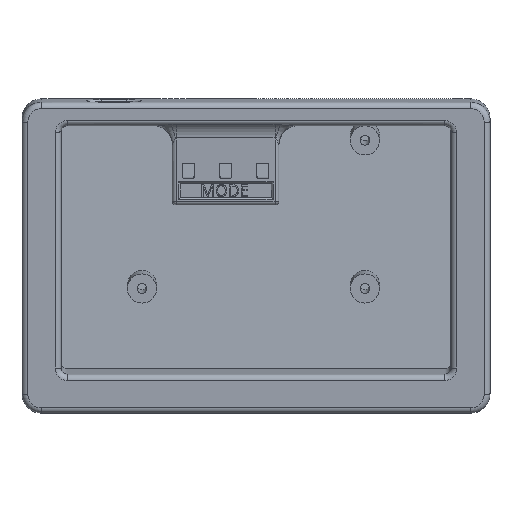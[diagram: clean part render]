
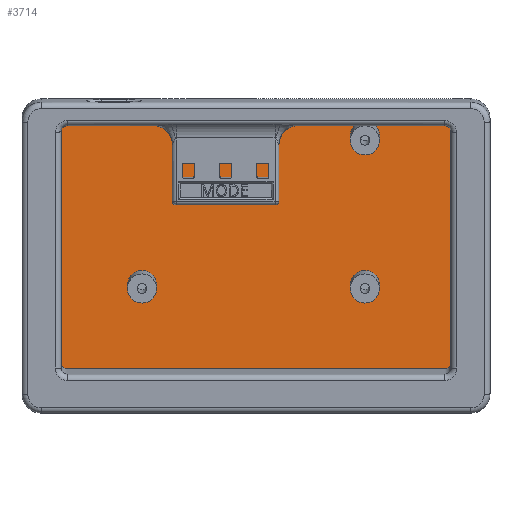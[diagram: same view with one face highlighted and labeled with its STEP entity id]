
A CAD part, top view. The second image highlights one B-rep face of the part: STEP entity #3714.
In plain terms, the highlighted planar face has unit normal (0, 0, 1).
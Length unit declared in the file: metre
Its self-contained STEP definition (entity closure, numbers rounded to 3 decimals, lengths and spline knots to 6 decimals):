
#151=ELLIPSE('',#3993,0.003764,0.00375);
#153=ELLIPSE('',#3999,0.003764,0.00375);
#155=ELLIPSE('',#4006,0.003764,0.00375);
#156=ELLIPSE('',#4007,0.001506,0.0015);
#157=ELLIPSE('',#4008,0.001506,0.0015);
#158=ELLIPSE('',#4009,0.001506,0.0015);
#159=ELLIPSE('',#4010,0.001506,0.0015);
#615=ORIENTED_EDGE('',*,*,#1736,.T.);
#616=ORIENTED_EDGE('',*,*,#1742,.T.);
#617=ORIENTED_EDGE('',*,*,#1739,.T.);
#618=ORIENTED_EDGE('',*,*,#1680,.F.);
#619=ORIENTED_EDGE('',*,*,#1743,.T.);
#620=ORIENTED_EDGE('',*,*,#1676,.F.);
#621=ORIENTED_EDGE('',*,*,#1744,.T.);
#622=ORIENTED_EDGE('',*,*,#1672,.T.);
#623=ORIENTED_EDGE('',*,*,#1745,.T.);
#624=ORIENTED_EDGE('',*,*,#1667,.T.);
#625=ORIENTED_EDGE('',*,*,#1746,.T.);
#1667=EDGE_CURVE('',#2232,#2231,#2539,.T.);
#1672=EDGE_CURVE('',#2233,#2236,#2544,.T.);
#1676=EDGE_CURVE('',#2240,#2237,#2548,.T.);
#1680=EDGE_CURVE('',#2244,#2241,#2552,.T.);
#1736=EDGE_CURVE('',#2300,#2300,#151,.T.);
#1739=EDGE_CURVE('',#2303,#2303,#153,.T.);
#1742=EDGE_CURVE('',#2306,#2306,#155,.T.);
#1743=EDGE_CURVE('',#2244,#2237,#156,.F.);
#1744=EDGE_CURVE('',#2240,#2233,#157,.F.);
#1745=EDGE_CURVE('',#2236,#2232,#158,.F.);
#1746=EDGE_CURVE('',#2231,#2241,#159,.F.);
#2231=VERTEX_POINT('',#5784);
#2232=VERTEX_POINT('',#5786);
#2233=VERTEX_POINT('',#5790);
#2236=VERTEX_POINT('',#5795);
#2237=VERTEX_POINT('',#5799);
#2240=VERTEX_POINT('',#5804);
#2241=VERTEX_POINT('',#5808);
#2244=VERTEX_POINT('',#5813);
#2300=VERTEX_POINT('',#5937);
#2303=VERTEX_POINT('',#5946);
#2306=VERTEX_POINT('',#5956);
#2539=LINE('',#5785,#2849);
#2544=LINE('',#5796,#2854);
#2548=LINE('',#5805,#2858);
#2552=LINE('',#5814,#2862);
#2849=VECTOR('',#4458,1.);
#2854=VECTOR('',#4465,1.);
#2858=VECTOR('',#4471,1.);
#2862=VECTOR('',#4477,1.);
#3124=EDGE_LOOP('',(#615));
#3125=EDGE_LOOP('',(#616));
#3126=EDGE_LOOP('',(#617));
#3127=EDGE_LOOP('',(#618,#619,#620,#621,#622,#623,#624,#625));
#3382=FACE_BOUND('',#3124,.T.);
#3383=FACE_BOUND('',#3125,.T.);
#3384=FACE_BOUND('',#3126,.T.);
#3385=FACE_BOUND('',#3127,.T.);
#3620=PLANE('',#4005);
#3714=ADVANCED_FACE('',(#3382,#3383,#3384,#3385),#3620,.F.);
#3993=AXIS2_PLACEMENT_3D('',#5936,#4570,#4571);
#3999=AXIS2_PLACEMENT_3D('',#5945,#4582,#4583);
#4005=AXIS2_PLACEMENT_3D('',#5954,#4594,#4595);
#4006=AXIS2_PLACEMENT_3D('',#5955,#4596,#4597);
#4007=AXIS2_PLACEMENT_3D('',#5957,#4598,#4599);
#4008=AXIS2_PLACEMENT_3D('',#5958,#4600,#4601);
#4009=AXIS2_PLACEMENT_3D('',#5959,#4602,#4603);
#4010=AXIS2_PLACEMENT_3D('',#5960,#4604,#4605);
#4458=DIRECTION('',(-1.,0.,0.));
#4465=DIRECTION('',(0.,1.,0.));
#4471=DIRECTION('',(-1.,0.,0.));
#4477=DIRECTION('',(0.,1.,0.));
#4570=DIRECTION('',(0.,0.,-1.));
#4571=DIRECTION('',(0.,-1.,0.));
#4582=DIRECTION('',(0.,0.,-1.));
#4583=DIRECTION('',(0.,-1.,0.));
#4594=DIRECTION('',(0.,0.,-1.));
#4595=DIRECTION('',(0.,1.,0.));
#4596=DIRECTION('',(0.,0.,-1.));
#4597=DIRECTION('',(0.,-1.,0.));
#4598=DIRECTION('',(0.,0.,-1.));
#4599=DIRECTION('',(0.,-1.,0.));
#4600=DIRECTION('',(0.,0.,-1.));
#4601=DIRECTION('',(0.,1.,0.));
#4602=DIRECTION('',(0.,0.,-1.));
#4603=DIRECTION('',(0.,-1.,0.));
#4604=DIRECTION('',(0.,0.,-1.));
#4605=DIRECTION('',(0.,1.,0.));
#5784=CARTESIAN_POINT('',(0.047444,-0.08102,-0.007578));
#5785=CARTESIAN_POINT('',(0.052738,-0.08102,-0.007578));
#5786=CARTESIAN_POINT('',(0.144356,-0.08102,-0.007578));
#5790=CARTESIAN_POINT('',(0.145856,-0.143713,-0.007578));
#5795=CARTESIAN_POINT('',(0.145856,-0.082526,-0.007578));
#5796=CARTESIAN_POINT('',(0.145856,-0.111534,-0.007578));
#5799=CARTESIAN_POINT('',(0.047444,-0.145218,-0.007578));
#5804=CARTESIAN_POINT('',(0.144356,-0.145218,-0.007578));
#5805=CARTESIAN_POINT('',(0.0959,-0.145218,-0.007578));
#5808=CARTESIAN_POINT('',(0.045944,-0.082526,-0.007578));
#5813=CARTESIAN_POINT('',(0.045944,-0.143713,-0.007578));
#5814=CARTESIAN_POINT('',(0.045944,-0.111534,-0.007578));
#5936=CARTESIAN_POINT('',(0.066675,-0.123724,-0.007578));
#5937=CARTESIAN_POINT('',(0.066675,-0.127488,-0.007578));
#5945=CARTESIAN_POINT('',(0.123825,-0.085479,-0.007578));
#5946=CARTESIAN_POINT('',(0.123825,-0.089243,-0.007578));
#5954=CARTESIAN_POINT('',(0.150902,-0.112258,-0.007578));
#5955=CARTESIAN_POINT('',(0.123825,-0.123724,-0.007578));
#5956=CARTESIAN_POINT('',(0.123825,-0.127488,-0.007578));
#5957=CARTESIAN_POINT('',(0.047444,-0.143713,-0.007578));
#5958=CARTESIAN_POINT('',(0.144356,-0.143713,-0.007578));
#5959=CARTESIAN_POINT('',(0.144356,-0.082526,-0.007578));
#5960=CARTESIAN_POINT('',(0.047444,-0.082526,-0.007578));
